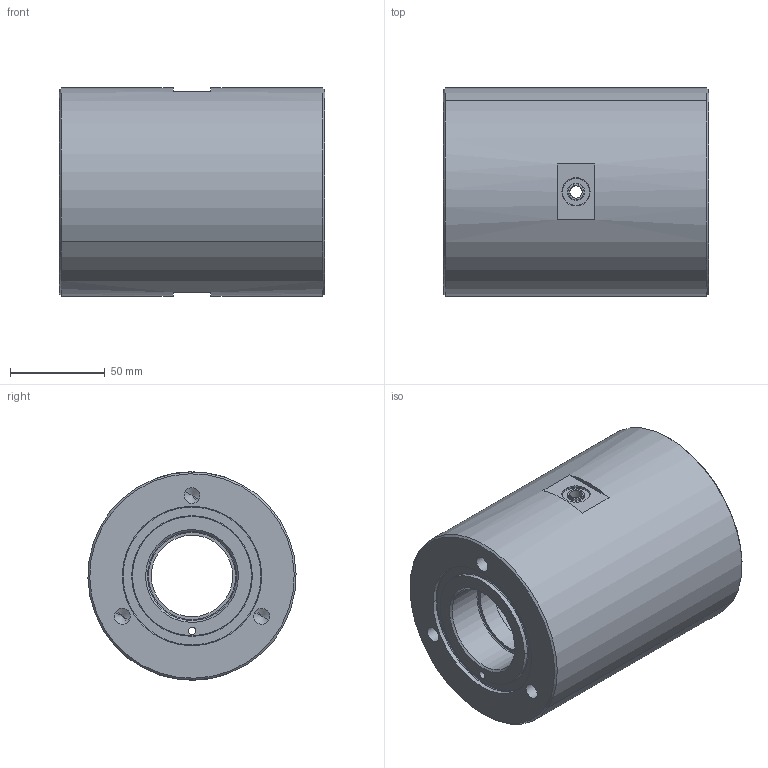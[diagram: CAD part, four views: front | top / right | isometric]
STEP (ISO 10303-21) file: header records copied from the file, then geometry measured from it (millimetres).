
FILE_DESCRIPTION(('CATIA V5 STEP Exchange'),'2;1');
FILE_NAME('Gehaeuserumpf.stp','2015-07-10T04:53:18+00:00',('none'),('none'),'CATIA Version 5 Release 21 SP 6 (IN-10)','CATIA V5 STEP AP203','none');
FILE_SCHEMA(('CONFIG_CONTROL_DESIGN'));
Length unit declared in the file: millimetre
Products named in the file (1): s2210128_002
Bounding box: 140 x 109.97 x 110 mm (x, y, z)
Volume: 937171.3 mm3; surface area: 100985.7 mm2
Topology: 1 solids, 1 shells, 108 faces, 238 edges, 145 vertices
Faces by surface type: cylinder 48, plane 20, cone 20, torus 20
Entity records: 2713 total; most frequent: CARTESIAN_POINT 501, ORIENTED_EDGE 452, DIRECTION 368, EDGE_CURVE 226, AXIS2_PLACEMENT_3D 220, CIRCLE 146, VERTEX_POINT 139, EDGE_LOOP 138
